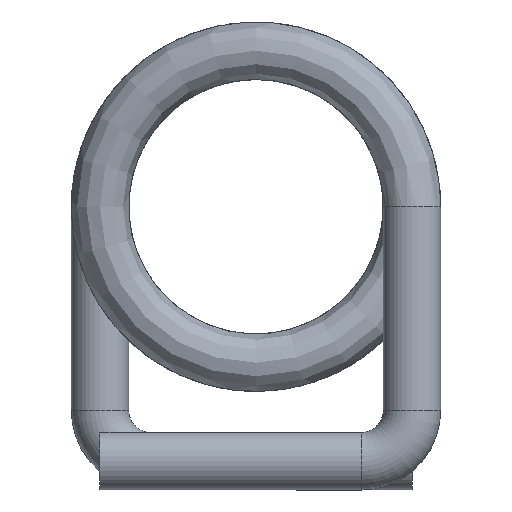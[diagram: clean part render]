
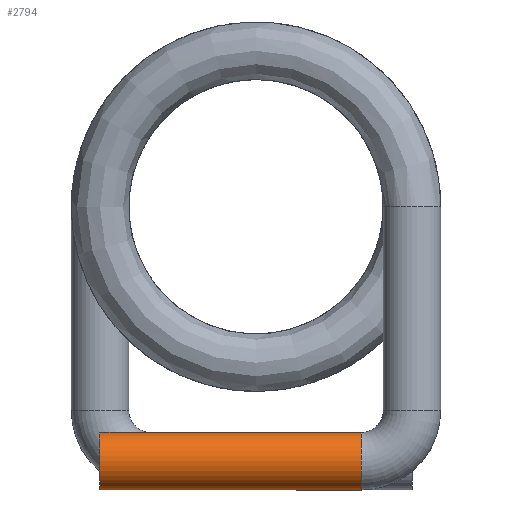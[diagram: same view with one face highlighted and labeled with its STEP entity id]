
A CAD part, front view. The second image highlights one B-rep face of the part: STEP entity #2794.
In plain terms, the highlighted cylindrical face has radius 1.13 mm (diameter 2.26 mm), a partial arc.
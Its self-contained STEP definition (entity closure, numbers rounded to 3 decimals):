
#52 = CYLINDRICAL_SURFACE ( 'NONE', #1675, 1.13 ) ;
#72 = VERTEX_POINT ( 'NONE', #2589 ) ;
#729 = LINE ( 'NONE', #2279, #2295 ) ;
#812 = CARTESIAN_POINT ( 'NONE',  ( 4.13, 0., -8.87 ) ) ;
#901 = VERTEX_POINT ( 'NONE', #812 ) ;
#935 = DIRECTION ( 'NONE',  ( 0., 0., -1. ) ) ;
#941 = DIRECTION ( 'NONE',  ( -1., 0., 0. ) ) ;
#1175 = VERTEX_POINT ( 'NONE', #1530 ) ;
#1177 = DIRECTION ( 'NONE',  ( -1., 0., 0. ) ) ;
#1181 = DIRECTION ( 'NONE',  ( 1., 0., 0. ) ) ;
#1198 = DIRECTION ( 'NONE',  ( 1., 0., 0. ) ) ;
#1268 = VECTOR ( 'NONE', #2099, 1000. ) ;
#1338 = ORIENTED_EDGE ( 'NONE', *, *, #2267, .F. ) ;
#1357 = CARTESIAN_POINT ( 'NONE',  ( 4.13, 0., -11.13 ) ) ;
#1435 = EDGE_CURVE ( 'NONE', #1175, #72, #2574, .T. ) ;
#1504 = CIRCLE ( 'NONE', #2455, 1.13 ) ;
#1530 = CARTESIAN_POINT ( 'NONE',  ( -6.13, 0., -8.87 ) ) ;
#1675 = AXIS2_PLACEMENT_3D ( 'NONE', #1838, #941, #1852 ) ;
#1798 = VERTEX_POINT ( 'NONE', #2765 ) ;
#1838 = CARTESIAN_POINT ( 'NONE',  ( 4.13, 0., -10. ) ) ;
#1852 = DIRECTION ( 'NONE',  ( 0., 0., 1. ) ) ;
#1863 = CARTESIAN_POINT ( 'NONE',  ( -6.13, 0., -10. ) ) ;
#1871 = ORIENTED_EDGE ( 'NONE', *, *, #1955, .F. ) ;
#1913 = ORIENTED_EDGE ( 'NONE', *, *, #2399, .T. ) ;
#1955 = EDGE_CURVE ( 'NONE', #901, #1798, #1504, .T. ) ;
#2071 = CARTESIAN_POINT ( 'NONE',  ( 4.13, 0., -10. ) ) ;
#2099 = DIRECTION ( 'NONE',  ( -1., 0., 0. ) ) ;
#2261 = ORIENTED_EDGE ( 'NONE', *, *, #1435, .T. ) ;
#2267 = EDGE_CURVE ( 'NONE', #1798, #72, #2504, .T. ) ;
#2279 = CARTESIAN_POINT ( 'NONE',  ( 4.13, 0., -8.87 ) ) ;
#2295 = VECTOR ( 'NONE', #1177, 1000. ) ;
#2319 = FACE_OUTER_BOUND ( 'NONE', #2517, .T. ) ;
#2399 = EDGE_CURVE ( 'NONE', #901, #1175, #729, .T. ) ;
#2455 = AXIS2_PLACEMENT_3D ( 'NONE', #2071, #1181, #935 ) ;
#2504 = LINE ( 'NONE', #1357, #1268 ) ;
#2517 = EDGE_LOOP ( 'NONE', ( #1338, #1871, #1913, #2261 ) ) ;
#2574 = CIRCLE ( 'NONE', #2804, 1.13 ) ;
#2589 = CARTESIAN_POINT ( 'NONE',  ( -6.13, 0., -11.13 ) ) ;
#2765 = CARTESIAN_POINT ( 'NONE',  ( 4.13, 0., -11.13 ) ) ;
#2767 = DIRECTION ( 'NONE',  ( 0., 0., -1. ) ) ;
#2794 = ADVANCED_FACE ( 'NONE', ( #2319 ), #52, .T. ) ;
#2804 = AXIS2_PLACEMENT_3D ( 'NONE', #1863, #1198, #2767 ) ;
